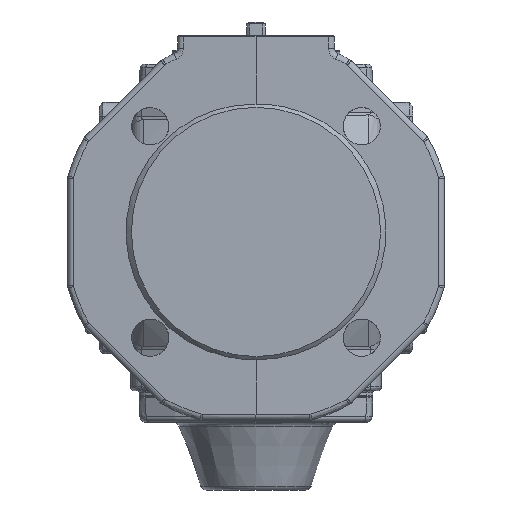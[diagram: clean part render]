
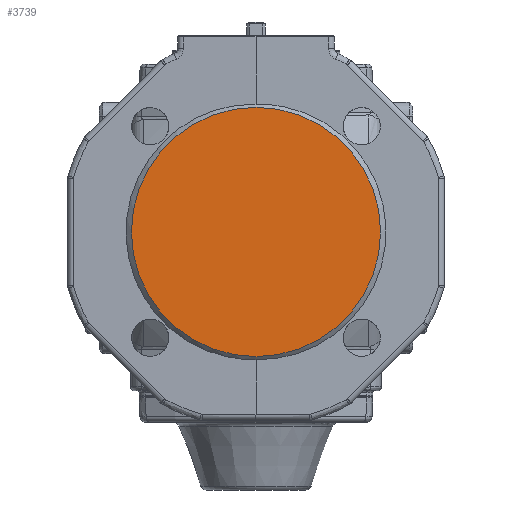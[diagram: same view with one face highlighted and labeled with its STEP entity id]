
A CAD part, left-side view. The second image highlights one B-rep face of the part: STEP entity #3739.
In plain terms, the highlighted planar face has unit normal (-1, 0, 0).
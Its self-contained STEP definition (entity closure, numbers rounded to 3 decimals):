
#2075=FACE_OUTER_BOUND('',#7313,.T.);
#3739=ADVANCED_FACE('',(#2075),#5759,.F.);
#5759=PLANE('',#32521);
#7313=EDGE_LOOP('',(#12671));
#9791=CIRCLE('',#32520,63.5);
#12671=ORIENTED_EDGE('',*,*,#24603,.T.);
#21639=VERTEX_POINT('',#47635);
#24603=EDGE_CURVE('',#21639,#21639,#9791,.T.);
#32520=AXIS2_PLACEMENT_3D('',#47634,#36893,#36894);
#32521=AXIS2_PLACEMENT_3D('',#47636,#36895,#36896);
#36893=DIRECTION('',(-1.,0.,0.));
#36894=DIRECTION('',(0.,0.,-1.));
#36895=DIRECTION('',(1.,0.,0.));
#36896=DIRECTION('',(0.,-1.,0.));
#47634=CARTESIAN_POINT('',(-155.,0.,0.));
#47635=CARTESIAN_POINT('',(-155.,0.,-63.5));
#47636=CARTESIAN_POINT('',(-155.,0.,0.));
